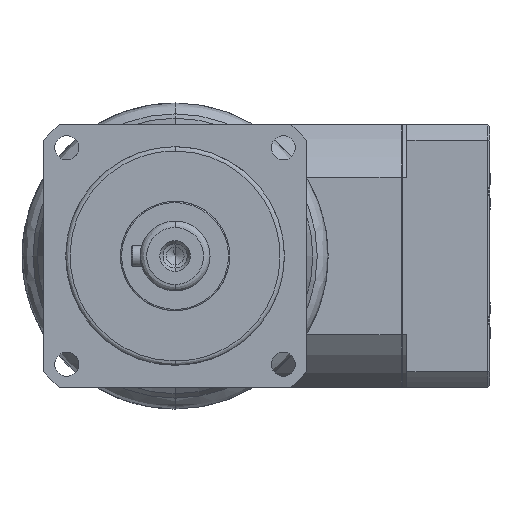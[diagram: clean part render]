
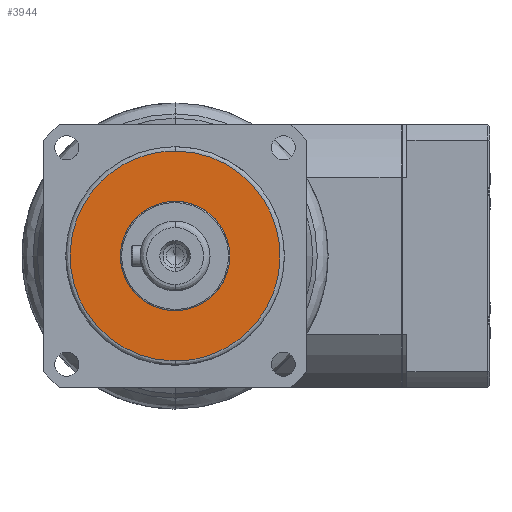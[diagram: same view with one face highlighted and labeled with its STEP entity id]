
A CAD part, left-side view. The second image highlights one B-rep face of the part: STEP entity #3944.
In plain terms, the highlighted planar face has unit normal (-1, 0, 0).
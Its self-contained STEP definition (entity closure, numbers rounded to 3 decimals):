
#180 = EDGE_CURVE ( 'NONE', #11754, #20713, #14337, .T. ) ;
#1777 = AXIS2_PLACEMENT_3D ( 'NONE', #3101, #2667, #2249 ) ;
#2249 = DIRECTION ( 'NONE',  ( 0., 0., 1. ) ) ;
#2667 = DIRECTION ( 'NONE',  ( -1., 0., 0. ) ) ;
#2704 = DIRECTION ( 'NONE',  ( 1., 0., 0. ) ) ;
#2765 = VERTEX_POINT ( 'NONE', #6302 ) ;
#2878 = AXIS2_PLACEMENT_3D ( 'NONE', #24148, #24121, #24061 ) ;
#3024 = FACE_BOUND ( 'NONE', #14386, .T. ) ;
#3101 = CARTESIAN_POINT ( 'NONE',  ( 30., 25., 0. ) ) ;
#3491 = CIRCLE ( 'NONE', #19033, 12.5 ) ;
#3551 = CARTESIAN_POINT ( 'NONE',  ( 30., 0., 24. ) ) ;
#3944 = ADVANCED_FACE ( 'NONE', ( #21825, #3024 ), #6759, .T. ) ;
#4342 = EDGE_CURVE ( 'NONE', #2765, #10191, #19432, .T. ) ;
#6302 = CARTESIAN_POINT ( 'NONE',  ( 30., 0., 24. ) ) ;
#6759 = PLANE ( 'NONE',  #1777 ) ;
#6940 = ORIENTED_EDGE ( 'NONE', *, *, #4342, .F. ) ;
#6970 = EDGE_CURVE ( 'NONE', #20713, #11754, #3491, .T. ) ;
#10191 = VERTEX_POINT ( 'NONE', #18813 ) ;
#11225 = CARTESIAN_POINT ( 'NONE',  ( 30., 0., 12.5 ) ) ;
#11754 = VERTEX_POINT ( 'NONE', #11225 ) ;
#13349 = CARTESIAN_POINT ( 'NONE',  ( 30., -48., 24. ) ) ;
#14100 = ORIENTED_EDGE ( 'NONE', *, *, #18180, .F. ) ;
#14169 = CARTESIAN_POINT ( 'NONE',  ( 30., 0., 0. ) ) ;
#14337 = CIRCLE ( 'NONE', #2878, 12.5 ) ;
#14386 = EDGE_LOOP ( 'NONE', ( #22020, #18203 ) ) ;
#14405 = CARTESIAN_POINT ( 'NONE',  ( 30., 0., -12.5 ) ) ;
#14738 =( BOUNDED_CURVE ( )  B_SPLINE_CURVE ( 3, ( #24170, #22023, #14972, #3551 ),
 .UNSPECIFIED., .F., .F. ) 
 B_SPLINE_CURVE_WITH_KNOTS ( ( 4, 4 ),
 ( 0.75, 1.25 ),
 .UNSPECIFIED. ) 
 CURVE ( )  GEOMETRIC_REPRESENTATION_ITEM ( )  RATIONAL_B_SPLINE_CURVE ( ( 1., 0.333, 0.333, 1. ) ) 
 REPRESENTATION_ITEM ( '' )  );
#14955 = EDGE_LOOP ( 'NONE', ( #14100, #6940 ) ) ;
#14972 = CARTESIAN_POINT ( 'NONE',  ( 30., 48., 24. ) ) ;
#15998 = DIRECTION ( 'NONE',  ( 0., 0., -1. ) ) ;
#18180 = EDGE_CURVE ( 'NONE', #10191, #2765, #14738, .T. ) ;
#18203 = ORIENTED_EDGE ( 'NONE', *, *, #180, .T. ) ;
#18813 = CARTESIAN_POINT ( 'NONE',  ( 30., 0., -24. ) ) ;
#19033 = AXIS2_PLACEMENT_3D ( 'NONE', #14169, #2704, #15998 ) ;
#19432 =( BOUNDED_CURVE ( )  B_SPLINE_CURVE ( 3, ( #23368, #13349, #21543, #23858 ),
 .UNSPECIFIED., .F., .F. ) 
 B_SPLINE_CURVE_WITH_KNOTS ( ( 4, 4 ),
 ( 0.25, 0.75 ),
 .UNSPECIFIED. ) 
 CURVE ( )  GEOMETRIC_REPRESENTATION_ITEM ( )  RATIONAL_B_SPLINE_CURVE ( ( 1., 0.333, 0.333, 1. ) ) 
 REPRESENTATION_ITEM ( '' )  );
#20713 = VERTEX_POINT ( 'NONE', #14405 ) ;
#21543 = CARTESIAN_POINT ( 'NONE',  ( 30., -48., -24. ) ) ;
#21825 = FACE_OUTER_BOUND ( 'NONE', #14955, .T. ) ;
#22020 = ORIENTED_EDGE ( 'NONE', *, *, #6970, .T. ) ;
#22023 = CARTESIAN_POINT ( 'NONE',  ( 30., 48., -24. ) ) ;
#23368 = CARTESIAN_POINT ( 'NONE',  ( 30., 0., 24. ) ) ;
#23858 = CARTESIAN_POINT ( 'NONE',  ( 30., 0., -24. ) ) ;
#24061 = DIRECTION ( 'NONE',  ( 0., 0., -1. ) ) ;
#24121 = DIRECTION ( 'NONE',  ( 1., 0., 0. ) ) ;
#24148 = CARTESIAN_POINT ( 'NONE',  ( 30., 0., 0. ) ) ;
#24170 = CARTESIAN_POINT ( 'NONE',  ( 30., 0., -24. ) ) ;
